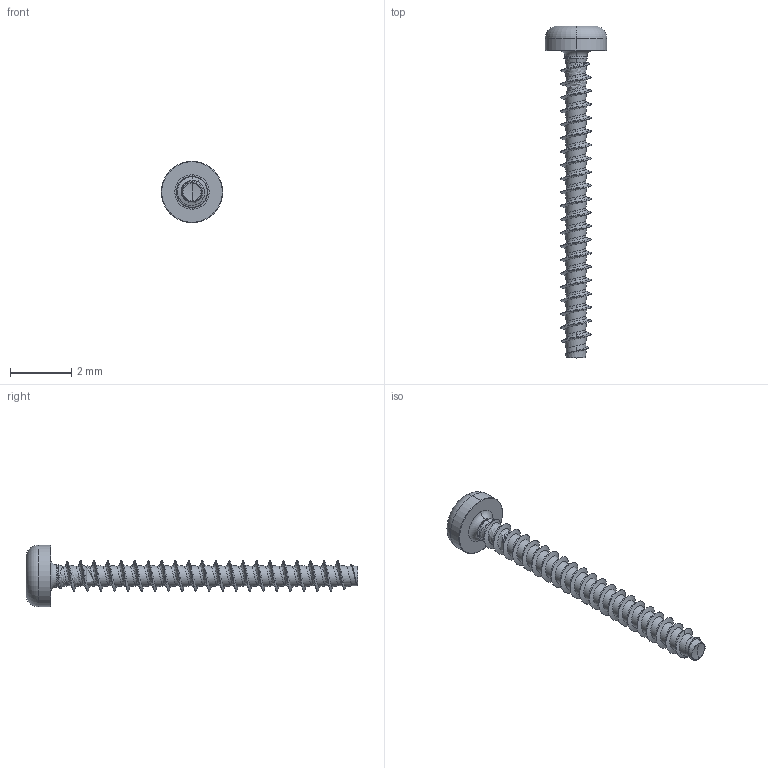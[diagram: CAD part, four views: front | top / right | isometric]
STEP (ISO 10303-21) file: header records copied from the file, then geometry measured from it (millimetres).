
FILE_DESCRIPTION (( 'STEP AP203' ), '1' );
FILE_NAME ('STP390100100.STEP', '2017-08-15T18:49:22', ( '' ), ( '' ), 'SwSTEP 2.0', 'SolidWorks 2015', '' );
FILE_SCHEMA (( 'CONFIG_CONTROL_DESIGN' ));
Length unit declared in the file: millimetre
Products named in the file (1): STP390100100
Bounding box: 2 x 10.8 x 2 mm (x, y, z)
Volume: 5.8 mm3; surface area: 46.9 mm2
Topology: 1 solids, 1 shells, 125 faces, 324 edges, 201 vertices
Faces by surface type: cylinder 69, bspline 35, cone 11, torus 6, sphere 2, plane 2
Entity records: 21388 total; most frequent: CARTESIAN_POINT 18768, ORIENTED_EDGE 644, DIRECTION 382, EDGE_CURVE 322, VERTEX_POINT 201, AXIS2_PLACEMENT_3D 149, B_SPLINE_CURVE_WITH_KNOTS 136, EDGE_LOOP 127
